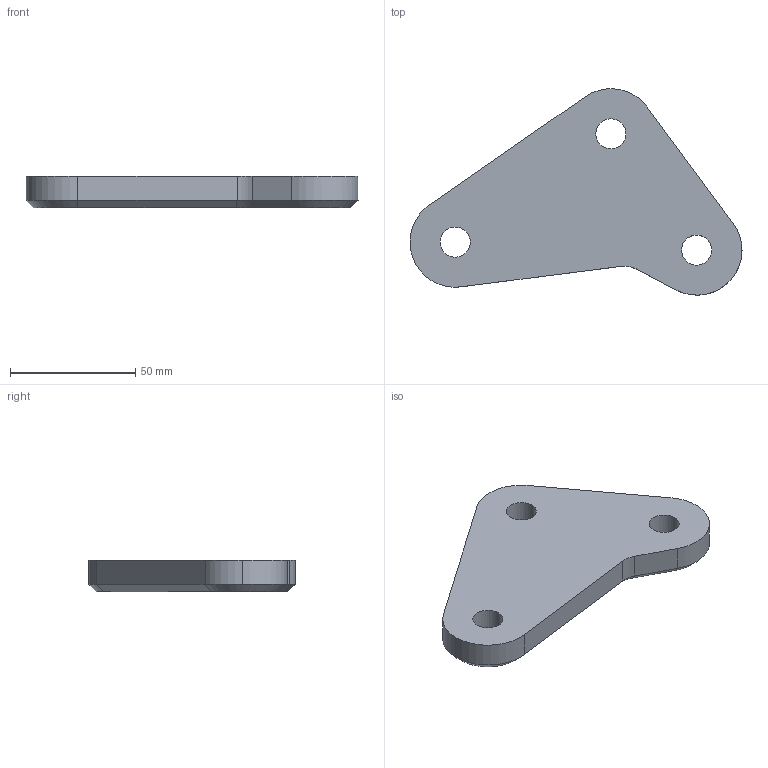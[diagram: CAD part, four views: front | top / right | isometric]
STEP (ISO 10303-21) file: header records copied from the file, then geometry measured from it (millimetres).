
FILE_DESCRIPTION (( 'STEP AP203' ), '1' );
FILE_NAME ('triang tras.STEP', '2018-10-30T02:03:59', ( '' ), ( '' ), 'SwSTEP 2.0', 'SolidWorks 2018', '' );
FILE_SCHEMA (( 'CONFIG_CONTROL_DESIGN' ));
Length unit declared in the file: millimetre
Products named in the file (1): triang tras
Bounding box: 132.29 x 82.19 x 12.7 mm (x, y, z)
Volume: 71562.3 mm3; surface area: 18871.3 mm2
Topology: 1 solids, 1 shells, 54 faces, 142 edges, 89 vertices
Faces by surface type: cone 24, plane 19, cylinder 11
Entity records: 1748 total; most frequent: DIRECTION 311, CARTESIAN_POINT 286, ORIENTED_EDGE 278, EDGE_CURVE 139, AXIS2_PLACEMENT_3D 118, VERTEX_POINT 89, VECTOR 75, LINE 75
